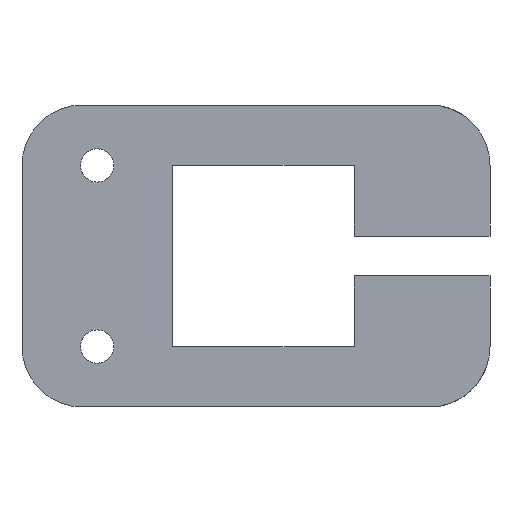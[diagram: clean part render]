
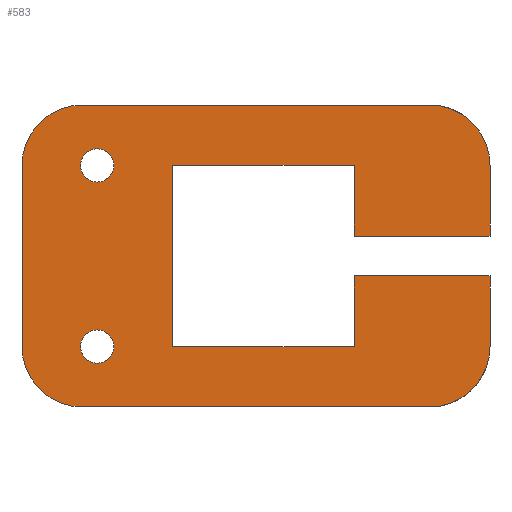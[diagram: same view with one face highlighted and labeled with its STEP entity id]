
A CAD part, front view. The second image highlights one B-rep face of the part: STEP entity #583.
In plain terms, the highlighted planar face has unit normal (0, -1, 0).
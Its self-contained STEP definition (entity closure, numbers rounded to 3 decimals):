
#22=FACE_BOUND('',#90,.T.);
#23=FACE_BOUND('',#91,.T.);
#32=PLANE('',#645);
#56=FACE_OUTER_BOUND('',#89,.T.);
#89=EDGE_LOOP('',(#438,#439,#440,#441,#442,#443,#444,#445,#446,#447,#448,
#449,#450,#451,#452,#453));
#90=EDGE_LOOP('',(#454));
#91=EDGE_LOOP('',(#455));
#129=LINE('',#877,#189);
#143=LINE('',#918,#203);
#145=LINE('',#924,#205);
#146=LINE('',#926,#206);
#147=LINE('',#928,#207);
#148=LINE('',#930,#208);
#149=LINE('',#932,#209);
#150=LINE('',#934,#210);
#151=LINE('',#936,#211);
#152=LINE('',#938,#212);
#153=LINE('',#940,#213);
#154=LINE('',#942,#214);
#189=VECTOR('',#703,10.);
#203=VECTOR('',#735,10.);
#205=VECTOR('',#741,10.);
#206=VECTOR('',#742,10.);
#207=VECTOR('',#743,10.);
#208=VECTOR('',#744,10.);
#209=VECTOR('',#745,10.);
#210=VECTOR('',#746,10.);
#211=VECTOR('',#747,10.);
#212=VECTOR('',#748,10.);
#213=VECTOR('',#749,10.);
#214=VECTOR('',#752,10.);
#242=CIRCLE('',#633,10.);
#249=CIRCLE('',#643,10.);
#250=CIRCLE('',#646,10.);
#251=CIRCLE('',#647,10.);
#252=CIRCLE('',#648,2.75);
#253=CIRCLE('',#649,2.75);
#261=VERTEX_POINT('',#858);
#262=VERTEX_POINT('',#859);
#269=VERTEX_POINT('',#875);
#285=VERTEX_POINT('',#911);
#286=VERTEX_POINT('',#913);
#287=VERTEX_POINT('',#917);
#288=VERTEX_POINT('',#921);
#289=VERTEX_POINT('',#923);
#290=VERTEX_POINT('',#925);
#291=VERTEX_POINT('',#927);
#292=VERTEX_POINT('',#929);
#293=VERTEX_POINT('',#931);
#294=VERTEX_POINT('',#933);
#295=VERTEX_POINT('',#935);
#296=VERTEX_POINT('',#937);
#297=VERTEX_POINT('',#939);
#298=VERTEX_POINT('',#943);
#299=VERTEX_POINT('',#945);
#317=EDGE_CURVE('',#261,#262,#242,.T.);
#326=EDGE_CURVE('',#261,#269,#129,.T.);
#344=EDGE_CURVE('',#285,#286,#249,.T.);
#346=EDGE_CURVE('',#286,#287,#143,.T.);
#348=EDGE_CURVE('',#288,#269,#250,.T.);
#349=EDGE_CURVE('',#289,#288,#145,.T.);
#350=EDGE_CURVE('',#290,#289,#146,.T.);
#351=EDGE_CURVE('',#291,#290,#147,.T.);
#352=EDGE_CURVE('',#292,#291,#148,.T.);
#353=EDGE_CURVE('',#293,#292,#149,.T.);
#354=EDGE_CURVE('',#294,#293,#150,.T.);
#355=EDGE_CURVE('',#295,#294,#151,.T.);
#356=EDGE_CURVE('',#296,#295,#152,.T.);
#357=EDGE_CURVE('',#296,#297,#153,.T.);
#358=EDGE_CURVE('',#287,#297,#251,.T.);
#359=EDGE_CURVE('',#262,#285,#154,.T.);
#360=EDGE_CURVE('',#298,#298,#252,.T.);
#361=EDGE_CURVE('',#299,#299,#253,.T.);
#438=ORIENTED_EDGE('',*,*,#317,.F.);
#439=ORIENTED_EDGE('',*,*,#326,.T.);
#440=ORIENTED_EDGE('',*,*,#348,.F.);
#441=ORIENTED_EDGE('',*,*,#349,.F.);
#442=ORIENTED_EDGE('',*,*,#350,.F.);
#443=ORIENTED_EDGE('',*,*,#351,.F.);
#444=ORIENTED_EDGE('',*,*,#352,.F.);
#445=ORIENTED_EDGE('',*,*,#353,.F.);
#446=ORIENTED_EDGE('',*,*,#354,.F.);
#447=ORIENTED_EDGE('',*,*,#355,.F.);
#448=ORIENTED_EDGE('',*,*,#356,.F.);
#449=ORIENTED_EDGE('',*,*,#357,.T.);
#450=ORIENTED_EDGE('',*,*,#358,.F.);
#451=ORIENTED_EDGE('',*,*,#346,.F.);
#452=ORIENTED_EDGE('',*,*,#344,.F.);
#453=ORIENTED_EDGE('',*,*,#359,.F.);
#454=ORIENTED_EDGE('',*,*,#360,.T.);
#455=ORIENTED_EDGE('',*,*,#361,.T.);
#583=ADVANCED_FACE('',(#56,#22,#23),#32,.F.);
#633=AXIS2_PLACEMENT_3D('',#860,#690,#691);
#643=AXIS2_PLACEMENT_3D('',#914,#730,#731);
#645=AXIS2_PLACEMENT_3D('',#920,#737,#738);
#646=AXIS2_PLACEMENT_3D('',#922,#739,#740);
#647=AXIS2_PLACEMENT_3D('',#941,#750,#751);
#648=AXIS2_PLACEMENT_3D('',#944,#753,#754);
#649=AXIS2_PLACEMENT_3D('',#946,#755,#756);
#690=DIRECTION('center_axis',(0.,1.,0.));
#691=DIRECTION('ref_axis',(-0.707,0.,-0.707));
#703=DIRECTION('',(1.,0.,0.));
#730=DIRECTION('center_axis',(0.,1.,0.));
#731=DIRECTION('ref_axis',(-0.707,0.,0.707));
#735=DIRECTION('',(1.,0.,0.));
#737=DIRECTION('center_axis',(0.,1.,0.));
#738=DIRECTION('ref_axis',(0.,0.,1.));
#739=DIRECTION('center_axis',(0.,1.,0.));
#740=DIRECTION('ref_axis',(0.707,0.,-0.707));
#741=DIRECTION('',(0.,0.,-1.));
#742=DIRECTION('',(1.,0.,0.));
#743=DIRECTION('',(0.,0.,1.));
#744=DIRECTION('',(1.,0.,0.));
#745=DIRECTION('',(0.,0.,-1.));
#746=DIRECTION('',(-1.,0.,0.));
#747=DIRECTION('',(0.,0.,1.));
#748=DIRECTION('',(-1.,0.,0.));
#749=DIRECTION('',(0.,0.,1.));
#750=DIRECTION('center_axis',(0.,1.,0.));
#751=DIRECTION('ref_axis',(0.707,0.,0.707));
#752=DIRECTION('',(0.,0.,1.));
#753=DIRECTION('center_axis',(0.,1.,0.));
#754=DIRECTION('ref_axis',(1.,0.,0.));
#755=DIRECTION('center_axis',(0.,1.,0.));
#756=DIRECTION('ref_axis',(1.,0.,0.));
#858=CARTESIAN_POINT('',(-30.,0.,-25.));
#859=CARTESIAN_POINT('',(-40.,0.,-15.));
#860=CARTESIAN_POINT('Origin',(-30.,0.,-15.));
#875=CARTESIAN_POINT('',(27.52,0.,-25.));
#877=CARTESIAN_POINT('',(34.515,0.,-25.));
#911=CARTESIAN_POINT('',(-40.,0.,15.));
#913=CARTESIAN_POINT('',(-30.,0.,25.));
#914=CARTESIAN_POINT('Origin',(-30.,0.,15.));
#917=CARTESIAN_POINT('',(27.52,0.,25.));
#918=CARTESIAN_POINT('',(-59.45,0.,25.));
#920=CARTESIAN_POINT('Origin',(-10.965,0.,0.));
#921=CARTESIAN_POINT('',(37.52,0.,-15.));
#922=CARTESIAN_POINT('Origin',(27.52,0.,-15.));
#923=CARTESIAN_POINT('',(37.52,0.,-3.294));
#924=CARTESIAN_POINT('',(37.52,0.,-3.294));
#925=CARTESIAN_POINT('',(15.,0.,-3.294));
#926=CARTESIAN_POINT('',(15.,0.,-3.294));
#927=CARTESIAN_POINT('',(15.,0.,-15.));
#928=CARTESIAN_POINT('',(15.,0.,-15.));
#929=CARTESIAN_POINT('',(-15.,0.,-15.));
#930=CARTESIAN_POINT('',(-15.,0.,-15.));
#931=CARTESIAN_POINT('',(-15.,0.,15.));
#932=CARTESIAN_POINT('',(-15.,0.,-5.));
#933=CARTESIAN_POINT('',(15.,0.,15.));
#934=CARTESIAN_POINT('',(15.,0.,15.));
#935=CARTESIAN_POINT('',(15.,0.,3.294));
#936=CARTESIAN_POINT('',(15.,0.,3.294));
#937=CARTESIAN_POINT('',(37.52,0.,3.294));
#938=CARTESIAN_POINT('',(37.52,0.,3.294));
#939=CARTESIAN_POINT('',(37.52,0.,15.));
#940=CARTESIAN_POINT('',(37.52,0.,10.047));
#941=CARTESIAN_POINT('Origin',(27.52,0.,15.));
#942=CARTESIAN_POINT('',(-40.,0.,-25.));
#943=CARTESIAN_POINT('',(-30.31,0.,-15.));
#944=CARTESIAN_POINT('Origin',(-27.56,0.,-15.));
#945=CARTESIAN_POINT('',(-30.31,0.,15.));
#946=CARTESIAN_POINT('Origin',(-27.56,0.,15.));
